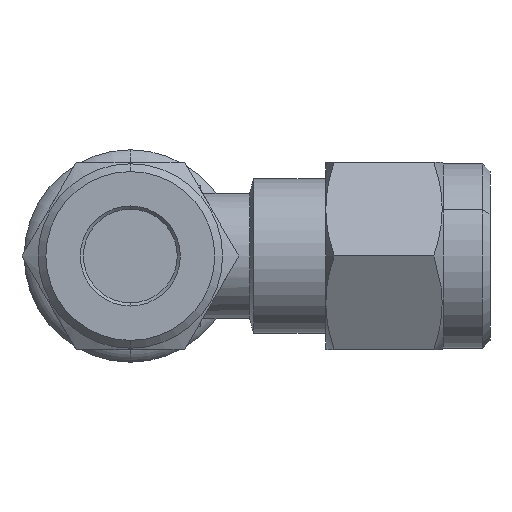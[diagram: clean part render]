
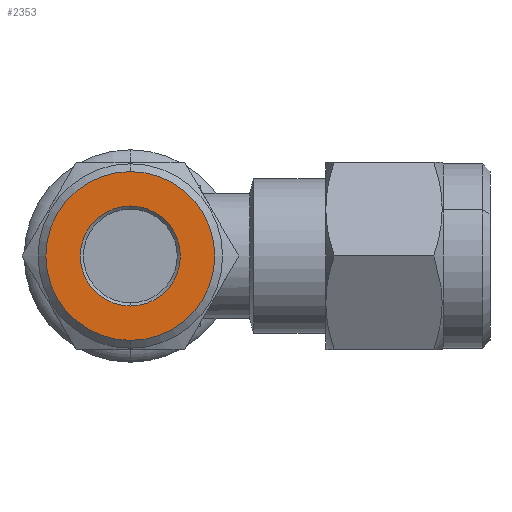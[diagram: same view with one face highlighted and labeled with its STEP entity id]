
A CAD part, left-side view. The second image highlights one B-rep face of the part: STEP entity #2353.
In plain terms, the highlighted planar face has unit normal (-1, 0, 0).
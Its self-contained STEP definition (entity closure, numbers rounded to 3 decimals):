
#58 = VERTEX_POINT ( 'NONE', #2821 ) ;
#234 = CARTESIAN_POINT ( 'NONE',  ( -23., 21., 5.4 ) ) ;
#697 = AXIS2_PLACEMENT_3D ( 'NONE', #891, #890, #895 ) ;
#812 = CARTESIAN_POINT ( 'NONE',  ( -23., 21., 0. ) ) ;
#813 = DIRECTION ( 'NONE',  ( 1., 0., 0. ) ) ;
#814 = DIRECTION ( 'NONE',  ( 0., 0., -1. ) ) ;
#837 = CARTESIAN_POINT ( 'NONE',  ( -23., 21., 0. ) ) ;
#838 = DIRECTION ( 'NONE',  ( -1., 0., 0. ) ) ;
#839 = DIRECTION ( 'NONE',  ( 0., 0., 1. ) ) ;
#844 = CARTESIAN_POINT ( 'NONE',  ( -23., 21., -3.2 ) ) ;
#854 = CARTESIAN_POINT ( 'NONE',  ( -23., 21., -5.4 ) ) ;
#890 = DIRECTION ( 'NONE',  ( -1., 0., 0. ) ) ;
#891 = CARTESIAN_POINT ( 'NONE',  ( -23., 26.9, 0. ) ) ;
#893 = PLANE ( 'NONE',  #697 ) ;
#895 = DIRECTION ( 'NONE',  ( 0., 0., 1. ) ) ;
#1050 = DIRECTION ( 'NONE',  ( 0., 0., -1. ) ) ;
#1202 = EDGE_LOOP ( 'NONE', ( #2657, #2658 ) ) ;
#1213 = EDGE_LOOP ( 'NONE', ( #2655, #2656 ) ) ;
#1451 = CIRCLE ( 'NONE', #1818, 5.4 ) ;
#1459 = CIRCLE ( 'NONE', #1819, 3.2 ) ;
#1579 = CARTESIAN_POINT ( 'NONE',  ( -23., 21., 0. ) ) ;
#1580 = DIRECTION ( 'NONE',  ( -1., 0., 0. ) ) ;
#1581 = DIRECTION ( 'NONE',  ( 0., 0., 1. ) ) ;
#1584 = CARTESIAN_POINT ( 'NONE',  ( -23., 21., 0. ) ) ;
#1585 = DIRECTION ( 'NONE',  ( 1., 0., 0. ) ) ;
#1706 = EDGE_CURVE ( 'NONE', #1983, #2775, #1451, .T. ) ;
#1707 = EDGE_CURVE ( 'NONE', #1974, #58, #1459, .T. ) ;
#1741 = EDGE_CURVE ( 'NONE', #58, #1974, #2011, .T. ) ;
#1751 = EDGE_CURVE ( 'NONE', #2775, #1983, #2027, .T. ) ;
#1818 = AXIS2_PLACEMENT_3D ( 'NONE', #1579, #1580, #1581 ) ;
#1819 = AXIS2_PLACEMENT_3D ( 'NONE', #1584, #1585, #1050 ) ;
#1830 = AXIS2_PLACEMENT_3D ( 'NONE', #812, #813, #814 ) ;
#1835 = AXIS2_PLACEMENT_3D ( 'NONE', #837, #838, #839 ) ;
#1974 = VERTEX_POINT ( 'NONE', #844 ) ;
#1983 = VERTEX_POINT ( 'NONE', #854 ) ;
#2011 = CIRCLE ( 'NONE', #1830, 3.2 ) ;
#2027 = CIRCLE ( 'NONE', #1835, 5.4 ) ;
#2050 = FACE_OUTER_BOUND ( 'NONE', #1213, .T. ) ;
#2052 = FACE_BOUND ( 'NONE', #1202, .T. ) ;
#2353 = ADVANCED_FACE ( 'NONE', ( #2050, #2052 ), #893, .T. ) ;
#2655 = ORIENTED_EDGE ( 'NONE', *, *, #1706, .T. ) ;
#2656 = ORIENTED_EDGE ( 'NONE', *, *, #1751, .T. ) ;
#2657 = ORIENTED_EDGE ( 'NONE', *, *, #1741, .T. ) ;
#2658 = ORIENTED_EDGE ( 'NONE', *, *, #1707, .T. ) ;
#2775 = VERTEX_POINT ( 'NONE', #234 ) ;
#2821 = CARTESIAN_POINT ( 'NONE',  ( -23., 21., 3.2 ) ) ;
